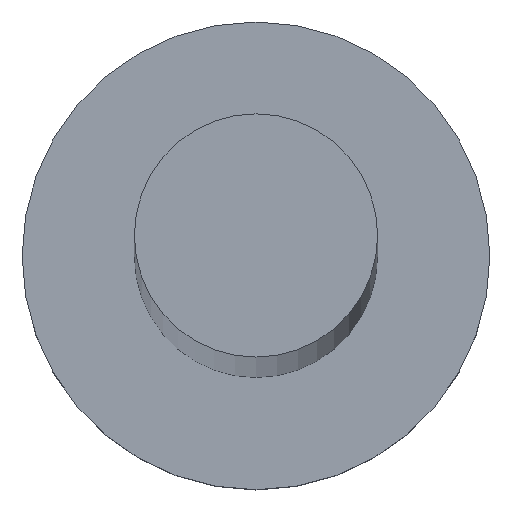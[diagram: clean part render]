
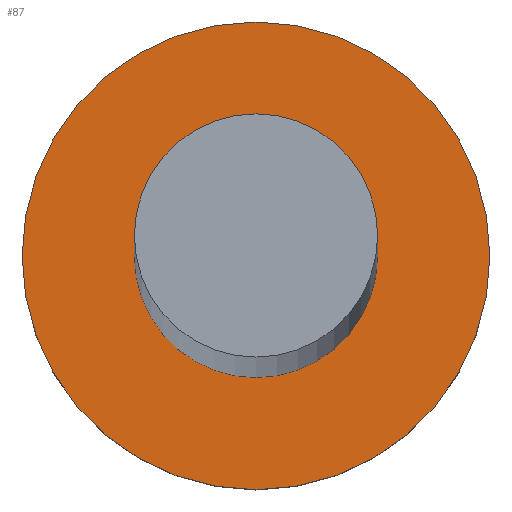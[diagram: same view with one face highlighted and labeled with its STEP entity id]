
A CAD part, top view. The second image highlights one B-rep face of the part: STEP entity #87.
In plain terms, the highlighted planar face has unit normal (0, 0, 1).
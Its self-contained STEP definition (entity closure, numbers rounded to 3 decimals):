
#6 = EDGE_LOOP ( 'NONE', ( #25, #45 ) ) ;
#7 = EDGE_CURVE ( 'NONE', #224, #91, #77, .T. ) ;
#8 = DIRECTION ( 'NONE',  ( 0., 0., 1. ) ) ;
#10 = DIRECTION ( 'NONE',  ( 0., 0., 1. ) ) ;
#11 = FACE_BOUND ( 'NONE', #6, .T. ) ;
#25 = ORIENTED_EDGE ( 'NONE', *, *, #59, .F. ) ;
#30 = CARTESIAN_POINT ( 'NONE',  ( 0., 0., 3. ) ) ;
#35 = CIRCLE ( 'NONE', #172, 2.6 ) ;
#41 = CIRCLE ( 'NONE', #230, 5. ) ;
#45 = ORIENTED_EDGE ( 'NONE', *, *, #124, .F. ) ;
#46 = CARTESIAN_POINT ( 'NONE',  ( 0., 0., 3. ) ) ;
#49 = CARTESIAN_POINT ( 'NONE',  ( 5., 0., 3. ) ) ;
#52 = CARTESIAN_POINT ( 'NONE',  ( 2.6, 0., 3. ) ) ;
#53 = ORIENTED_EDGE ( 'NONE', *, *, #206, .T. ) ;
#59 = EDGE_CURVE ( 'NONE', #154, #108, #35, .T. ) ;
#67 = DIRECTION ( 'NONE',  ( 0., 0., 1. ) ) ;
#73 = CARTESIAN_POINT ( 'NONE',  ( 0., 0., 3. ) ) ;
#77 = CIRCLE ( 'NONE', #180, 5. ) ;
#84 = ORIENTED_EDGE ( 'NONE', *, *, #7, .T. ) ;
#87 = ADVANCED_FACE ( 'NONE', ( #11, #166 ), #246, .T. ) ;
#91 = VERTEX_POINT ( 'NONE', #150 ) ;
#108 = VERTEX_POINT ( 'NONE', #52 ) ;
#124 = EDGE_CURVE ( 'NONE', #108, #154, #194, .T. ) ;
#125 = EDGE_LOOP ( 'NONE', ( #53, #84 ) ) ;
#130 = DIRECTION ( 'NONE',  ( 1., 0., 0. ) ) ;
#143 = CARTESIAN_POINT ( 'NONE',  ( -2.6, 0., 3. ) ) ;
#145 = DIRECTION ( 'NONE',  ( 1., 0., 0. ) ) ;
#150 = CARTESIAN_POINT ( 'NONE',  ( -5., 0., 3. ) ) ;
#154 = VERTEX_POINT ( 'NONE', #143 ) ;
#165 = CARTESIAN_POINT ( 'NONE',  ( 0., 0., 3. ) ) ;
#166 = FACE_OUTER_BOUND ( 'NONE', #125, .T. ) ;
#168 = DIRECTION ( 'NONE',  ( 0., 0., 1. ) ) ;
#169 = CARTESIAN_POINT ( 'NONE',  ( 0., 0., 3. ) ) ;
#172 = AXIS2_PLACEMENT_3D ( 'NONE', #30, #8, #130 ) ;
#180 = AXIS2_PLACEMENT_3D ( 'NONE', #165, #10, #240 ) ;
#191 = DIRECTION ( 'NONE',  ( 0., 0., 1. ) ) ;
#194 = CIRCLE ( 'NONE', #200, 2.6 ) ;
#200 = AXIS2_PLACEMENT_3D ( 'NONE', #169, #191, #255 ) ;
#206 = EDGE_CURVE ( 'NONE', #91, #224, #41, .T. ) ;
#209 = DIRECTION ( 'NONE',  ( 1., 0., 0. ) ) ;
#218 = AXIS2_PLACEMENT_3D ( 'NONE', #73, #168, #209 ) ;
#224 = VERTEX_POINT ( 'NONE', #49 ) ;
#230 = AXIS2_PLACEMENT_3D ( 'NONE', #46, #67, #145 ) ;
#240 = DIRECTION ( 'NONE',  ( 1., 0., 0. ) ) ;
#246 = PLANE ( 'NONE',  #218 ) ;
#255 = DIRECTION ( 'NONE',  ( 1., 0., 0. ) ) ;
